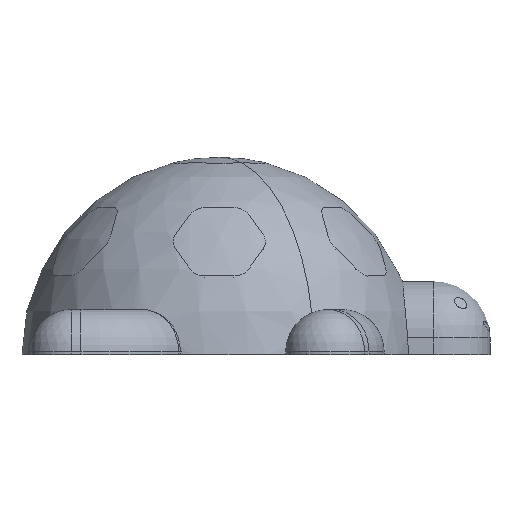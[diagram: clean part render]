
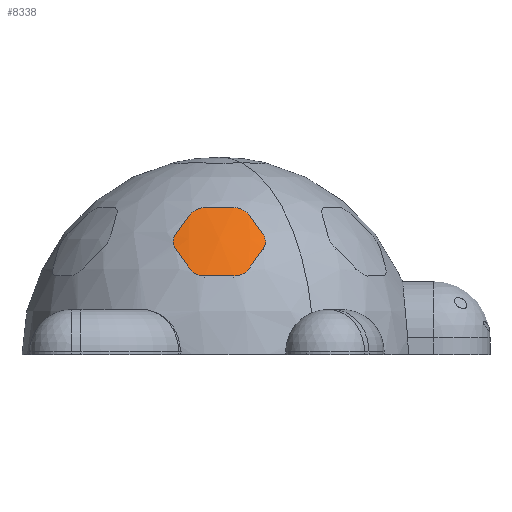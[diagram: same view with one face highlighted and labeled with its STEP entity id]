
A CAD part, front view. The second image highlights one B-rep face of the part: STEP entity #8338.
In plain terms, the highlighted spherical face has radius 350 mm.
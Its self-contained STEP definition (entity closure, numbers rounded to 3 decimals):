
#8003 = EDGE_CURVE('',#8004,#8006,#8008,.T.);
#8004 = VERTEX_POINT('',#8005);
#8005 = CARTESIAN_POINT('',(77.942,-266.962,232.5));
#8006 = VERTEX_POINT('',#8007);
#8007 = CARTESIAN_POINT('',(51.962,-240.512,268.906));
#8008 = B_SPLINE_CURVE_WITH_KNOTS('',5,(#8009,#8010,#8011,#8012,#8013,
    #8014),.UNSPECIFIED.,.F.,.F.,(6,6),(0.,75.399),
  .PIECEWISE_BEZIER_KNOTS.);
#8009 = CARTESIAN_POINT('',(77.942,-266.962,232.5));
#8010 = CARTESIAN_POINT('',(72.721,-262.29,240.285)
  );
#8011 = CARTESIAN_POINT('',(67.498,-257.291,247.835)
  );
#8012 = CARTESIAN_POINT('',(62.287,-251.982,255.133)
  );
#8013 = CARTESIAN_POINT('',(57.103,-246.38,262.162)
  );
#8014 = CARTESIAN_POINT('',(51.962,-240.512,268.906));
#8040 = VERTEX_POINT('',#8041);
#8041 = CARTESIAN_POINT('',(25.981,-231.695,281.041));
#8047 = EDGE_CURVE('',#8006,#8040,#8048,.T.);
#8048 = B_SPLINE_CURVE_WITH_KNOTS('',5,(#8049,#8050,#8051,#8052,#8053,
    #8054,#8055,#8056,#8057),.UNSPECIFIED.,.F.,.F.,(6,3,6),(0.,
    20.559,51.918),.UNSPECIFIED.);
#8049 = CARTESIAN_POINT('',(51.962,-240.512,268.906));
#8050 = CARTESIAN_POINT('',(50.56,-238.911,270.745)
  );
#8051 = CARTESIAN_POINT('',(48.902,-237.474,272.44));
#8052 = CARTESIAN_POINT('',(47.047,-236.23,273.953));
#8053 = CARTESIAN_POINT('',(42.027,-233.576,277.298));
#8054 = CARTESIAN_POINT('',(36.41,-232.103,279.466)
  );
#8055 = CARTESIAN_POINT('',(32.942,-231.614,280.362)
  );
#8056 = CARTESIAN_POINT('',(29.451,-231.481,280.886)
  );
#8057 = CARTESIAN_POINT('',(25.981,-231.695,281.041));
#8067 = EDGE_CURVE('',#8040,#8068,#8070,.T.);
#8068 = VERTEX_POINT('',#8069);
#8069 = CARTESIAN_POINT('',(-25.981,-231.695,281.041)
  );
#8070 = B_SPLINE_CURVE_WITH_KNOTS('',5,(#8071,#8072,#8073,#8074,#8075,
    #8076),.UNSPECIFIED.,.F.,.F.,(6,6),(0.,93.911),
  .PIECEWISE_BEZIER_KNOTS.);
#8071 = CARTESIAN_POINT('',(25.981,-231.695,281.041));
#8072 = CARTESIAN_POINT('',(15.589,-232.336,281.507));
#8073 = CARTESIAN_POINT('',(5.196,-232.654,281.738)
  );
#8074 = CARTESIAN_POINT('',(-5.196,-232.654,281.738)
  );
#8075 = CARTESIAN_POINT('',(-15.589,-232.336,281.507)
  );
#8076 = CARTESIAN_POINT('',(-25.981,-231.695,281.041)
  );
#8097 = VERTEX_POINT('',#8098);
#8098 = CARTESIAN_POINT('',(-51.962,-240.512,268.906));
#8104 = EDGE_CURVE('',#8097,#8068,#8105,.T.);
#8105 = B_SPLINE_CURVE_WITH_KNOTS('',5,(#8106,#8107,#8108,#8109,#8110,
    #8111,#8112,#8113,#8114),.UNSPECIFIED.,.F.,.F.,(6,3,6),(0.,
    24.342,51.918),.UNSPECIFIED.);
#8106 = CARTESIAN_POINT('',(-51.962,-240.512,268.906));
#8107 = CARTESIAN_POINT('',(-50.302,-238.617,271.083)
  );
#8108 = CARTESIAN_POINT('',(-48.283,-236.95,273.059)
  );
#8109 = CARTESIAN_POINT('',(-46.005,-235.563,274.77)
  );
#8110 = CARTESIAN_POINT('',(-40.812,-233.177,277.852)
  );
#8111 = CARTESIAN_POINT('',(-35.154,-231.942,279.773)
  );
#8112 = CARTESIAN_POINT('',(-32.1,-231.587,280.483)
  );
#8113 = CARTESIAN_POINT('',(-29.032,-231.507,280.904)
  );
#8114 = CARTESIAN_POINT('',(-25.981,-231.695,281.041)
  );
#8124 = EDGE_CURVE('',#8097,#8125,#8127,.T.);
#8125 = VERTEX_POINT('',#8126);
#8126 = CARTESIAN_POINT('',(-77.942,-266.962,232.5)
  );
#8127 = B_SPLINE_CURVE_WITH_KNOTS('',5,(#8128,#8129,#8130,#8131,#8132,
    #8133),.UNSPECIFIED.,.F.,.F.,(6,6),(0.,75.399),
  .PIECEWISE_BEZIER_KNOTS.);
#8128 = CARTESIAN_POINT('',(-51.962,-240.512,268.906));
#8129 = CARTESIAN_POINT('',(-57.103,-246.38,262.162)
  );
#8130 = CARTESIAN_POINT('',(-62.287,-251.982,255.133)
  );
#8131 = CARTESIAN_POINT('',(-67.498,-257.291,247.835)
  );
#8132 = CARTESIAN_POINT('',(-72.721,-262.29,240.285)
  );
#8133 = CARTESIAN_POINT('',(-77.942,-266.962,232.5)
  );
#8154 = VERTEX_POINT('',#8155);
#8155 = CARTESIAN_POINT('',(-77.942,-284.595,208.23));
#8161 = EDGE_CURVE('',#8125,#8154,#8162,.T.);
#8162 = B_SPLINE_CURVE_WITH_KNOTS('',5,(#8163,#8164,#8165,#8166,#8167,
    #8168,#8169,#8170,#8171,#8172,#8173,#8174),.UNSPECIFIED.,.F.,.F.,(6,
    3,3,6),(0.,14.698,28.434,45.012),
  .UNSPECIFIED.);
#8163 = CARTESIAN_POINT('',(-77.942,-266.962,232.5)
  );
#8164 = CARTESIAN_POINT('',(-78.96,-267.873,230.983)
  );
#8165 = CARTESIAN_POINT('',(-79.838,-268.861,229.394)
  );
#8166 = CARTESIAN_POINT('',(-80.558,-269.919,227.752)
  );
#8167 = CARTESIAN_POINT('',(-81.619,-272.074,224.509)
  );
#8168 = CARTESIAN_POINT('',(-82.018,-274.385,221.225)
  );
#8169 = CARTESIAN_POINT('',(-82.052,-275.525,219.647)
  );
#8170 = CARTESIAN_POINT('',(-81.782,-278.067,216.218)
  );
#8171 = CARTESIAN_POINT('',(-80.777,-280.609,212.981)
  );
#8172 = CARTESIAN_POINT('',(-80.018,-281.979,211.292)
  );
#8173 = CARTESIAN_POINT('',(-79.066,-283.312,209.704)
  );
#8174 = CARTESIAN_POINT('',(-77.942,-284.595,208.23));
#8184 = EDGE_CURVE('',#8154,#8185,#8187,.T.);
#8185 = VERTEX_POINT('',#8186);
#8186 = CARTESIAN_POINT('',(-51.962,-311.046,171.824)
  );
#8187 = B_SPLINE_CURVE_WITH_KNOTS('',5,(#8188,#8189,#8190,#8191,#8192,
    #8193),.UNSPECIFIED.,.F.,.F.,(6,6),(0.,75.61),
  .PIECEWISE_BEZIER_KNOTS.);
#8188 = CARTESIAN_POINT('',(-77.942,-284.595,208.23));
#8189 = CARTESIAN_POINT('',(-72.815,-290.448,201.504)
  );
#8190 = CARTESIAN_POINT('',(-67.638,-296.043,194.486)
  );
#8191 = CARTESIAN_POINT('',(-62.427,-301.355,187.189)
  );
#8192 = CARTESIAN_POINT('',(-57.196,-306.362,179.628)
  );
#8193 = CARTESIAN_POINT('',(-51.962,-311.046,171.824)
  );
#8214 = VERTEX_POINT('',#8215);
#8215 = CARTESIAN_POINT('',(-25.981,-319.863,159.689)
  );
#8221 = EDGE_CURVE('',#8185,#8214,#8222,.T.);
#8222 = B_SPLINE_CURVE_WITH_KNOTS('',5,(#8223,#8224,#8225,#8226,#8227,
    #8228),.UNSPECIFIED.,.F.,.F.,(6,6),(0.,46.11),
  .PIECEWISE_BEZIER_KNOTS.);
#8223 = CARTESIAN_POINT('',(-51.962,-311.046,171.824)
  );
#8224 = CARTESIAN_POINT('',(-48.769,-313.902,167.064)
  );
#8225 = CARTESIAN_POINT('',(-44.134,-316.414,163.167)
  );
#8226 = CARTESIAN_POINT('',(-38.421,-318.321,160.558)
  );
#8227 = CARTESIAN_POINT('',(-32.196,-319.479,159.41)
  );
#8228 = CARTESIAN_POINT('',(-25.981,-319.863,159.689)
  );
#8238 = EDGE_CURVE('',#8214,#8239,#8241,.T.);
#8239 = VERTEX_POINT('',#8240);
#8240 = CARTESIAN_POINT('',(25.981,-319.863,159.689));
#8241 = B_SPLINE_CURVE_WITH_KNOTS('',5,(#8242,#8243,#8244,#8245,#8246,
    #8247),.UNSPECIFIED.,.F.,.F.,(6,6),(0.,76.98),
  .PIECEWISE_BEZIER_KNOTS.);
#8242 = CARTESIAN_POINT('',(-25.981,-319.863,159.689)
  );
#8243 = CARTESIAN_POINT('',(-15.605,-320.502,160.153)
  );
#8244 = CARTESIAN_POINT('',(-5.204,-320.822,160.386)
  );
#8245 = CARTESIAN_POINT('',(5.204,-320.822,160.386));
#8246 = CARTESIAN_POINT('',(15.605,-320.502,160.153)
  );
#8247 = CARTESIAN_POINT('',(25.981,-319.863,159.689));
#8268 = VERTEX_POINT('',#8269);
#8269 = CARTESIAN_POINT('',(51.962,-311.046,171.824)
  );
#8275 = EDGE_CURVE('',#8268,#8239,#8276,.T.);
#8276 = B_SPLINE_CURVE_WITH_KNOTS('',5,(#8277,#8278,#8279,#8280,#8281,
    #8282),.UNSPECIFIED.,.F.,.F.,(6,6),(0.,46.11),
  .PIECEWISE_BEZIER_KNOTS.);
#8277 = CARTESIAN_POINT('',(51.962,-311.046,171.824)
  );
#8278 = CARTESIAN_POINT('',(48.769,-313.902,167.064)
  );
#8279 = CARTESIAN_POINT('',(44.133,-316.414,163.166)
  );
#8280 = CARTESIAN_POINT('',(38.421,-318.321,160.558));
#8281 = CARTESIAN_POINT('',(32.196,-319.479,159.41)
  );
#8282 = CARTESIAN_POINT('',(25.981,-319.863,159.689));
#8292 = EDGE_CURVE('',#8268,#8293,#8295,.T.);
#8293 = VERTEX_POINT('',#8294);
#8294 = CARTESIAN_POINT('',(77.942,-284.595,208.23)
  );
#8295 = B_SPLINE_CURVE_WITH_KNOTS('',5,(#8296,#8297,#8298,#8299,#8300,
    #8301),.UNSPECIFIED.,.F.,.F.,(6,6),(0.,75.61),
  .PIECEWISE_BEZIER_KNOTS.);
#8296 = CARTESIAN_POINT('',(51.962,-311.046,171.824)
  );
#8297 = CARTESIAN_POINT('',(57.196,-306.362,179.628)
  );
#8298 = CARTESIAN_POINT('',(62.427,-301.355,187.189)
  );
#8299 = CARTESIAN_POINT('',(67.638,-296.043,194.486));
#8300 = CARTESIAN_POINT('',(72.815,-290.448,201.504));
#8301 = CARTESIAN_POINT('',(77.942,-284.595,208.23)
  );
#8322 = EDGE_CURVE('',#8293,#8004,#8323,.T.);
#8323 = B_SPLINE_CURVE_WITH_KNOTS('',5,(#8324,#8325,#8326,#8327,#8328,
    #8329,#8330,#8331,#8332),.UNSPECIFIED.,.F.,.F.,(6,3,6),(0.,
    29.07,45.012),.UNSPECIFIED.);
#8324 = CARTESIAN_POINT('',(77.942,-284.595,208.23)
  );
#8325 = CARTESIAN_POINT('',(79.914,-282.345,210.815)
  );
#8326 = CARTESIAN_POINT('',(81.353,-279.941,213.751)
  );
#8327 = CARTESIAN_POINT('',(82.159,-277.453,216.966)
  );
#8328 = CARTESIAN_POINT('',(82.282,-273.644,222.177)
  );
#8329 = CARTESIAN_POINT('',(80.737,-270.189,227.334)
  );
#8330 = CARTESIAN_POINT('',(79.986,-269.029,229.125)
  );
#8331 = CARTESIAN_POINT('',(79.046,-267.95,230.854)
  );
#8332 = CARTESIAN_POINT('',(77.942,-266.962,232.5));
#8338 = ADVANCED_FACE('',(#8339),#8353,.T.);
#8339 = FACE_BOUND('',#8340,.T.);
#8340 = EDGE_LOOP('',(#8341,#8342,#8343,#8344,#8345,#8346,#8347,#8348,
    #8349,#8350,#8351,#8352));
#8341 = ORIENTED_EDGE('',*,*,#8322,.T.);
#8342 = ORIENTED_EDGE('',*,*,#8003,.T.);
#8343 = ORIENTED_EDGE('',*,*,#8047,.T.);
#8344 = ORIENTED_EDGE('',*,*,#8067,.T.);
#8345 = ORIENTED_EDGE('',*,*,#8104,.F.);
#8346 = ORIENTED_EDGE('',*,*,#8124,.T.);
#8347 = ORIENTED_EDGE('',*,*,#8161,.T.);
#8348 = ORIENTED_EDGE('',*,*,#8184,.T.);
#8349 = ORIENTED_EDGE('',*,*,#8221,.T.);
#8350 = ORIENTED_EDGE('',*,*,#8238,.T.);
#8351 = ORIENTED_EDGE('',*,*,#8275,.F.);
#8352 = ORIENTED_EDGE('',*,*,#8292,.T.);
#8353 = SPHERICAL_SURFACE('',#8354,350.);
#8354 = AXIS2_PLACEMENT_3D('',#8355,#8356,#8357);
#8355 = CARTESIAN_POINT('',(0.,0.,20.));
#8356 = DIRECTION('',(0.,0.,1.));
#8357 = DIRECTION('',(-0.479,0.878,0.));
